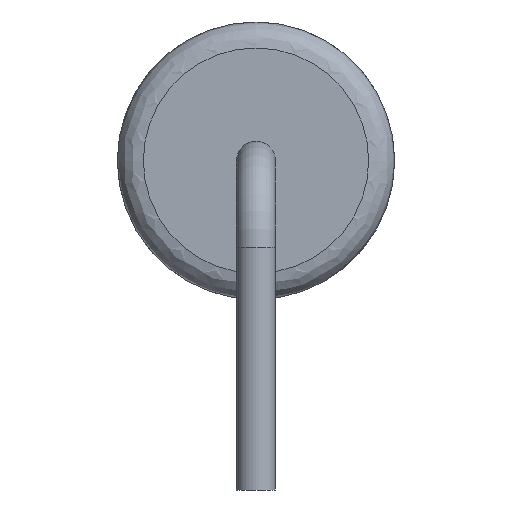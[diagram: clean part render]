
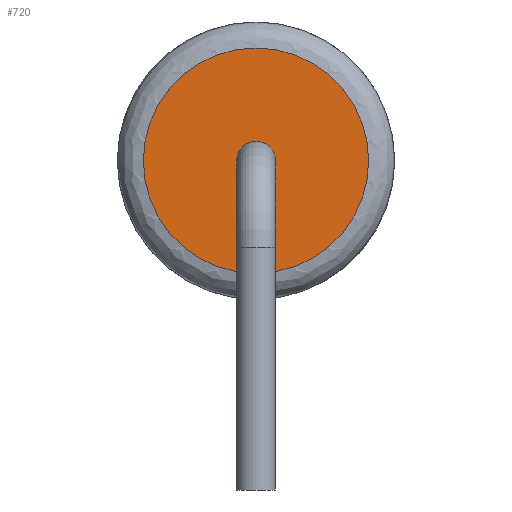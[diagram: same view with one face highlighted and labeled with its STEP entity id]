
A CAD part, left-side view. The second image highlights one B-rep face of the part: STEP entity #720.
In plain terms, the highlighted planar face has unit normal (-1, 0, 0).
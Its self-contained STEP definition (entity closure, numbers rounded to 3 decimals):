
#696 = VERTEX_POINT('',#697);
#697 = CARTESIAN_POINT('',(1.85,0.,3.1));
#704 = EDGE_CURVE('',#696,#696,#705,.T.);
#705 = CIRCLE('',#706,1.3);
#706 = AXIS2_PLACEMENT_3D('',#707,#708,#709);
#707 = CARTESIAN_POINT('',(1.85,0.,1.8));
#708 = DIRECTION('',(1.,0.,0.));
#709 = DIRECTION('',(0.,0.,1.));
#720 = ADVANCED_FACE('',(#721),#724,.F.);
#721 = FACE_BOUND('',#722,.F.);
#722 = EDGE_LOOP('',(#723));
#723 = ORIENTED_EDGE('',*,*,#704,.T.);
#724 = PLANE('',#725);
#725 = AXIS2_PLACEMENT_3D('',#726,#727,#728);
#726 = CARTESIAN_POINT('',(1.85,0.,1.8));
#727 = DIRECTION('',(1.,0.,0.));
#728 = DIRECTION('',(0.,0.,1.));
